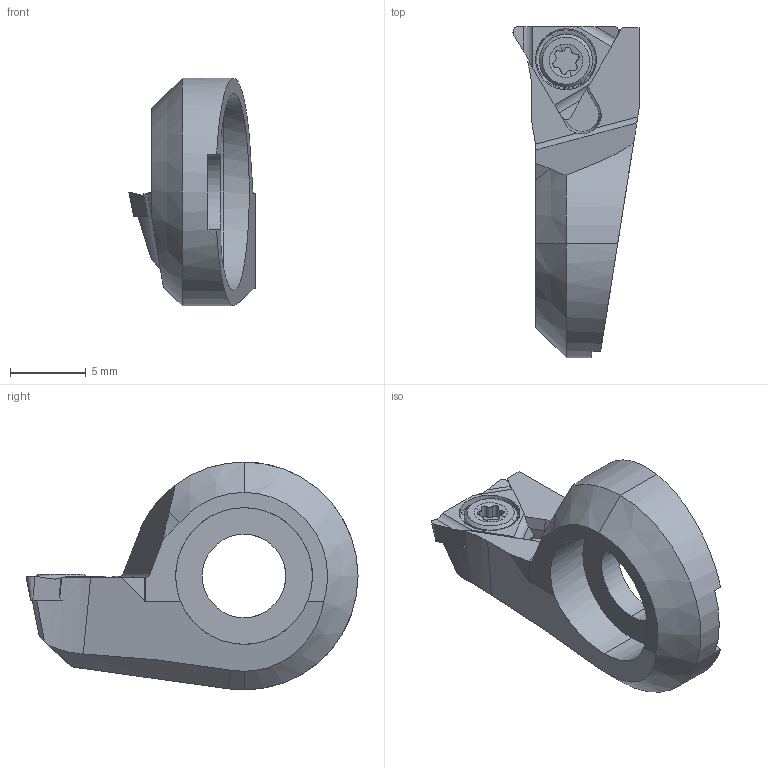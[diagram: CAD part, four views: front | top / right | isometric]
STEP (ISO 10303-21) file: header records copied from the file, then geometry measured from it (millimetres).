
FILE_DESCRIPTION (( 'STEP AP203' ), '1' );
FILE_NAME ('C17.013.031.T07.STEP', '2024-08-30T10:23:42', ( '' ), ( '' ), 'SwSTEP 2.0', 'SolidWorks 2022', '' );
FILE_SCHEMA (( 'CONFIG_CONTROL_DESIGN' ));
Length unit declared in the file: millimetre
Products named in the file (4): F25-WTL.001.006_A_fertigbearbeitet; WTL-ER2.001.004_A; C17.013.031.T07; TPGM070104
Assembly tree (3 placements, depth 2):
  C17.013.031.T07
    F25-WTL.001.006_A_fertigbearbeitet
    TPGM070104
    WTL-ER2.001.004_A
Bounding box: 8.3 x 21.85 x 15 mm (x, y, z)
Volume: 773.4 mm3; surface area: 968.7 mm2
Topology: 3 solids, 3 shells, 110 faces, 285 edges, 180 vertices
Faces by surface type: cylinder 40, plane 37, cone 23, torus 9, bspline 1
Entity records: 3875 total; most frequent: CARTESIAN_POINT 865, ORIENTED_EDGE 570, DIRECTION 534, EDGE_CURVE 285, AXIS2_PLACEMENT_3D 200, VERTEX_POINT 180, LINE 134, VECTOR 134
